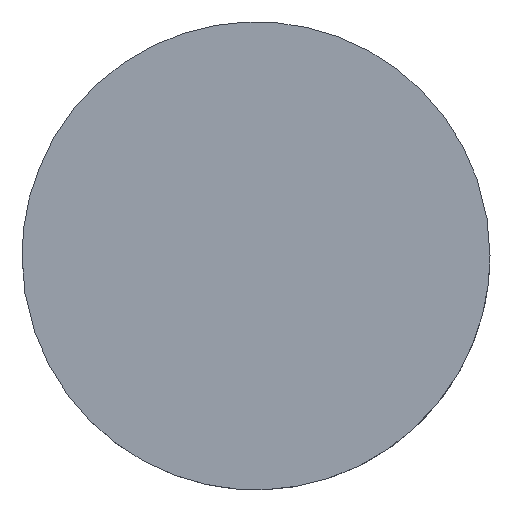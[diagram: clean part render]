
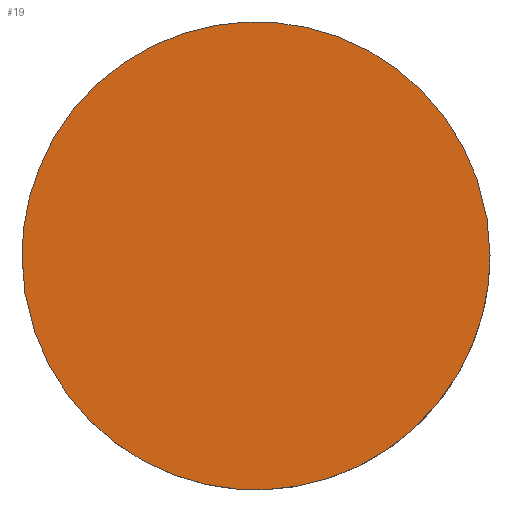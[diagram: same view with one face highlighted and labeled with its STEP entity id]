
A CAD part, top view. The second image highlights one B-rep face of the part: STEP entity #19.
In plain terms, the highlighted planar face has unit normal (0, 0, 1).
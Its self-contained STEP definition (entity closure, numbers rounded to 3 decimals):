
#2 = FACE_OUTER_BOUND ( 'NONE', #143, .T. ) ;
#5 = VERTEX_POINT ( 'NONE', #15 ) ;
#7 = CARTESIAN_POINT ( 'NONE',  ( 0., -25.4, 6. ) ) ;
#8 = CARTESIAN_POINT ( 'NONE',  ( -25.4, 0., 6. ) ) ;
#15 = CARTESIAN_POINT ( 'NONE',  ( 25.4, 0., 6. ) ) ;
#19 = ADVANCED_FACE ( 'NONE', ( #2 ), #67, .T. ) ;
#20 = CARTESIAN_POINT ( 'NONE',  ( 0., 25.4, 6. ) ) ;
#32 = VERTEX_POINT ( 'NONE', #161 ) ;
#34 = CARTESIAN_POINT ( 'NONE',  ( 25.4, 0., 6. ) ) ;
#37 = CARTESIAN_POINT ( 'NONE',  ( 25.4, 25.4, 6. ) ) ;
#55 =( BOUNDED_CURVE ( )  B_SPLINE_CURVE ( 2, ( #34, #37, #20, #87, #8 ),
 .UNSPECIFIED., .F., .F. ) 
 B_SPLINE_CURVE_WITH_KNOTS ( ( 3, 2, 3 ),
 ( 0., 1.571, 3.142 ),
 .UNSPECIFIED. ) 
 CURVE ( )  GEOMETRIC_REPRESENTATION_ITEM ( )  RATIONAL_B_SPLINE_CURVE ( ( 1., 0.707, 1., 0.707, 1. ) ) 
 REPRESENTATION_ITEM ( '' )  );
#66 =( BOUNDED_CURVE ( )  B_SPLINE_CURVE ( 2, ( #147, #99, #7, #70, #120 ),
 .UNSPECIFIED., .F., .T. ) 
 B_SPLINE_CURVE_WITH_KNOTS ( ( 3, 2, 3 ),
 ( 3.142, 4.712, 6.283 ),
 .UNSPECIFIED. ) 
 CURVE ( )  GEOMETRIC_REPRESENTATION_ITEM ( )  RATIONAL_B_SPLINE_CURVE ( ( 1., 0.707, 1., 0.707, 1. ) ) 
 REPRESENTATION_ITEM ( '' )  );
#67 = PLANE ( 'NONE',  #155 ) ;
#70 = CARTESIAN_POINT ( 'NONE',  ( 25.4, -25.4, 6. ) ) ;
#87 = CARTESIAN_POINT ( 'NONE',  ( -25.4, 25.4, 6. ) ) ;
#99 = CARTESIAN_POINT ( 'NONE',  ( -25.4, -25.4, 6. ) ) ;
#108 = ORIENTED_EDGE ( 'NONE', *, *, #123, .T. ) ;
#110 = EDGE_CURVE ( 'NONE', #32, #5, #66, .T. ) ;
#116 = DIRECTION ( 'NONE',  ( 0., 0., 1. ) ) ;
#120 = CARTESIAN_POINT ( 'NONE',  ( 25.4, 0., 6. ) ) ;
#123 = EDGE_CURVE ( 'NONE', #5, #32, #55, .T. ) ;
#131 = DIRECTION ( 'NONE',  ( 1., 0., 0. ) ) ;
#142 = CARTESIAN_POINT ( 'NONE',  ( 0., 52.02, 6. ) ) ;
#143 = EDGE_LOOP ( 'NONE', ( #108, #160 ) ) ;
#147 = CARTESIAN_POINT ( 'NONE',  ( -25.4, 0., 6. ) ) ;
#155 = AXIS2_PLACEMENT_3D ( 'NONE', #142, #116, #131 ) ;
#160 = ORIENTED_EDGE ( 'NONE', *, *, #110, .T. ) ;
#161 = CARTESIAN_POINT ( 'NONE',  ( -25.4, 0., 6. ) ) ;
